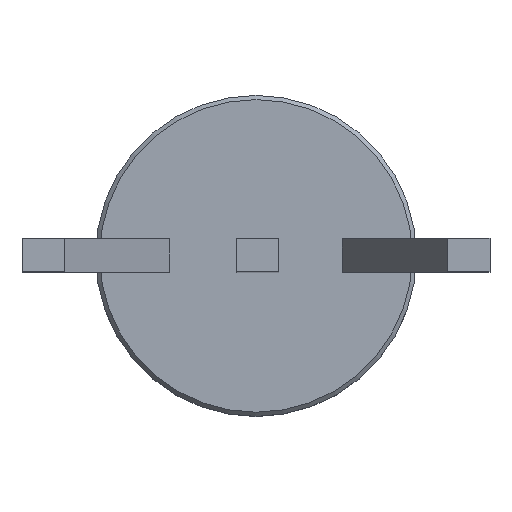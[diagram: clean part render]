
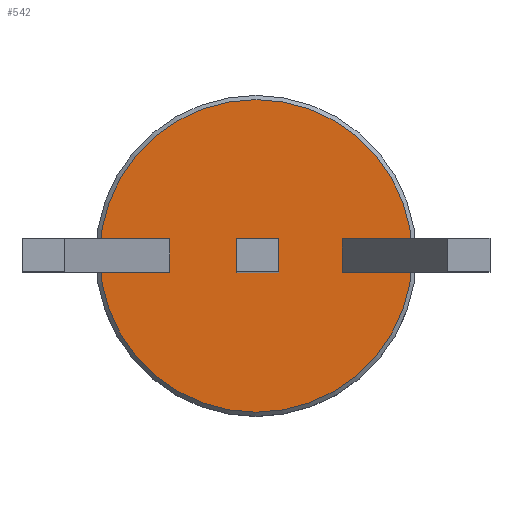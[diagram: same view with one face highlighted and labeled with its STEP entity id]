
A CAD part, top view. The second image highlights one B-rep face of the part: STEP entity #542.
In plain terms, the highlighted planar face has unit normal (0, 0, 1).
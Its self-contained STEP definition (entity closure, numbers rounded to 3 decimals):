
#25=PLANE('',#600);
#59=FACE_OUTER_BOUND('',#94,.T.);
#94=EDGE_LOOP('',(#401));
#257=CIRCLE('',#595,1.85);
#268=VERTEX_POINT('',#799);
#318=EDGE_CURVE('',#268,#268,#257,.T.);
#401=ORIENTED_EDGE('',*,*,#318,.F.);
#542=ADVANCED_FACE('',(#59),#25,.T.);
#595=AXIS2_PLACEMENT_3D('',#801,#645,#646);
#600=AXIS2_PLACEMENT_3D('',#809,#656,#657);
#645=DIRECTION('center_axis',(0.,0.,-1.));
#646=DIRECTION('ref_axis',(-1.,0.,0.));
#656=DIRECTION('center_axis',(0.,0.,1.));
#657=DIRECTION('ref_axis',(1.,0.,0.));
#799=CARTESIAN_POINT('',(1.85,0.,1.));
#801=CARTESIAN_POINT('Origin',(0.,0.,1.));
#809=CARTESIAN_POINT('Origin',(-0.075,0.,1.));
